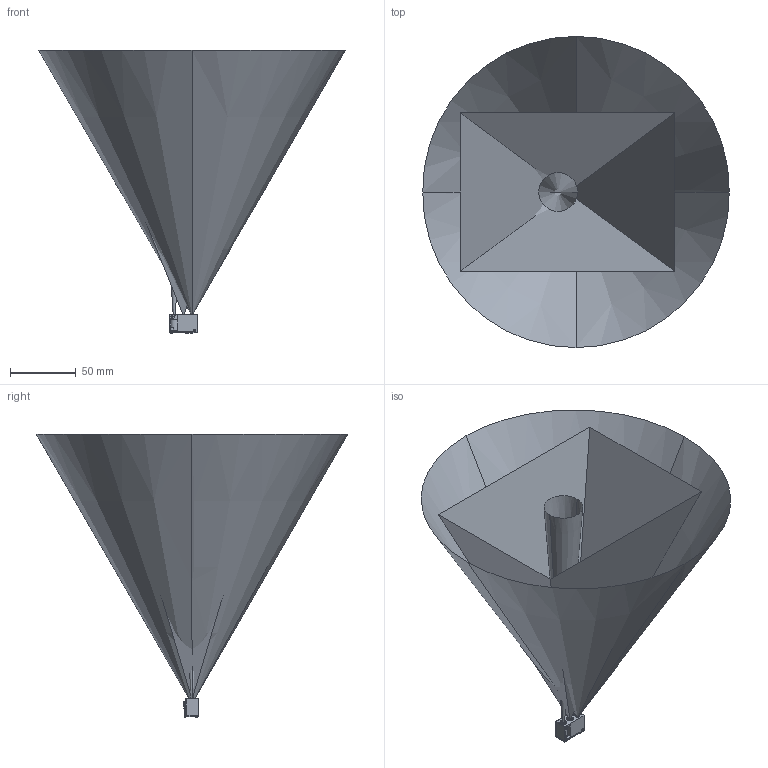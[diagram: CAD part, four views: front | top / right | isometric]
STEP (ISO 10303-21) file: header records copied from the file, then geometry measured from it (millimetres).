
FILE_DESCRIPTION((''),'2;1');
FILE_NAME('EM3296V4-WAIGUANG','2020-10-12T10:34:30',('Administrator'),(''),'CREO PARAMETRIC BY PTC INC, 2018020','CREO PARAMETRIC BY PTC INC, 2018020','');
FILE_SCHEMA(('CONFIG_CONTROL_DESIGN','GEOMETRIC_VALIDATION_PROPERTIES_MIM'));
Length unit declared in the file: millimetre
Products named in the file (1): EM3296V4-WAIGUANG
Bounding box: 232.3 x 235.93 x 214.88 mm (x, y, z)
Volume: 2914.6 mm3; surface area: 158056.2 mm2
Topology: 1 solids, 6 shells, 810 faces, 2173 edges, 1422 vertices
Faces by surface type: plane 607, cylinder 118, cone 45, bspline 24, torus 12, sphere 4
Entity records: 31360 total; most frequent: CARTESIAN_POINT 9302, ORIENTED_EDGE 4318, DIRECTION 3854, EDGE_CURVE 2165, VECTOR 1658, LINE 1658, VERTEX_POINT 1422, AXIS2_PLACEMENT_3D 1098
